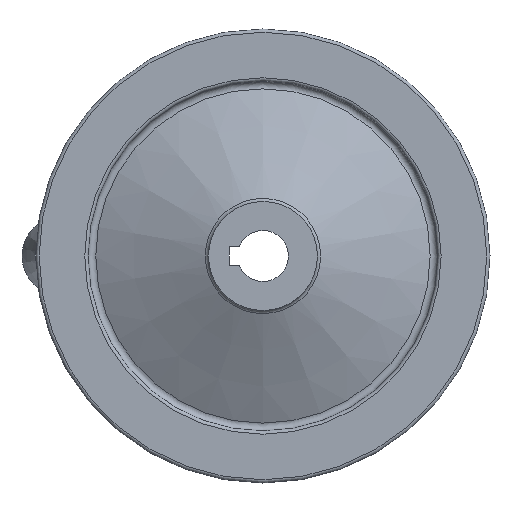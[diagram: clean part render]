
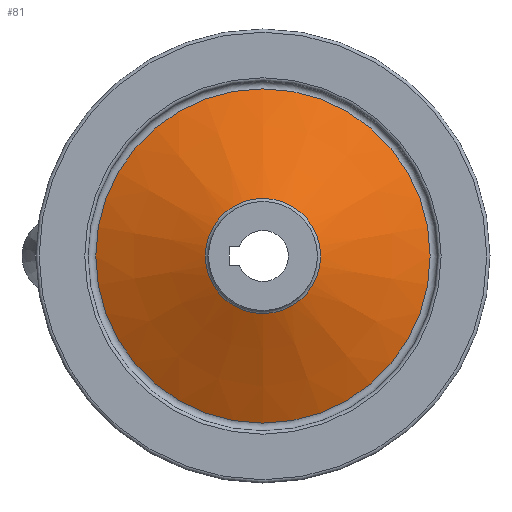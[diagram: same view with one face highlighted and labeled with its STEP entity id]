
A CAD part, left-side view. The second image highlights one B-rep face of the part: STEP entity #81.
In plain terms, the highlighted conical face has half-angle 64.667 degrees and reference radius 15.858 mm.
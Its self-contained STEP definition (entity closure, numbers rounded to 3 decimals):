
#81 = ADVANCED_FACE( '', ( #179, #180 ), #181, .T. );
#179 = FACE_OUTER_BOUND( '', #291, .T. );
#180 = FACE_BOUND( '', #292, .T. );
#181 = CONICAL_SURFACE( '', #293, 15.858, 1.129 );
#291 = EDGE_LOOP( '', ( #476 ) );
#292 = EDGE_LOOP( '', ( #477 ) );
#293 = AXIS2_PLACEMENT_3D( '', #478, #479, #480 );
#476 = ORIENTED_EDGE( '', *, *, #590, .F. );
#477 = ORIENTED_EDGE( '', *, *, #561, .T. );
#478 = CARTESIAN_POINT( '', ( 11.218, 0., 0. ) );
#479 = DIRECTION( '', ( 1., 0., 0. ) );
#480 = DIRECTION( '', ( 0., 0., -1. ) );
#561 = EDGE_CURVE( '', #632, #632, #633, .T. );
#590 = EDGE_CURVE( '', #676, #676, #677, .T. );
#632 = VERTEX_POINT( '', #728 );
#633 = CIRCLE( '', #729, 15.858 );
#676 = VERTEX_POINT( '', #777 );
#677 = CIRCLE( '', #778, 46.014 );
#728 = CARTESIAN_POINT( '', ( 11.218, 0., -15.858 ) );
#729 = AXIS2_PLACEMENT_3D( '', #821, #822, #823 );
#777 = CARTESIAN_POINT( '', ( 25.494, 0., -46.014 ) );
#778 = AXIS2_PLACEMENT_3D( '', #865, #866, #867 );
#821 = CARTESIAN_POINT( '', ( 11.218, 0., 0. ) );
#822 = DIRECTION( '', ( 1., 0., 0. ) );
#823 = DIRECTION( '', ( 0., 0., -1. ) );
#865 = CARTESIAN_POINT( '', ( 25.494, 0., 0. ) );
#866 = DIRECTION( '', ( 1., 0., 0. ) );
#867 = DIRECTION( '', ( 0., 0., -1. ) );
